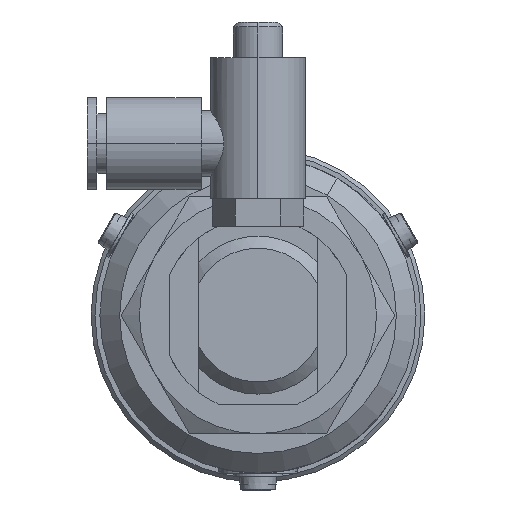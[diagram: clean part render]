
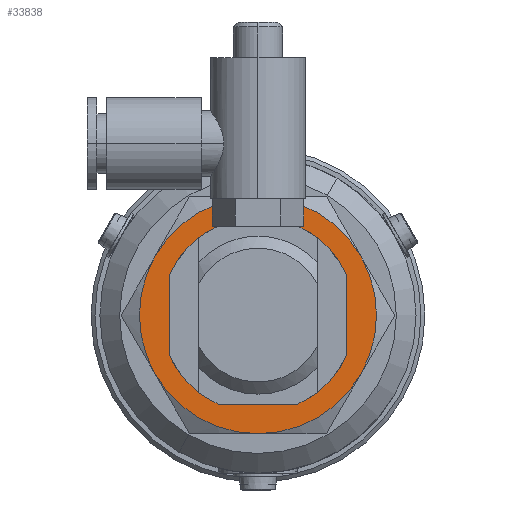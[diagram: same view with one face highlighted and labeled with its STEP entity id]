
A CAD part, front view. The second image highlights one B-rep face of the part: STEP entity #33838.
In plain terms, the highlighted face is planar.
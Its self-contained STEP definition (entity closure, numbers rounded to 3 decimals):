
#271 = VERTEX_POINT ( 'NONE', #36441 ) ;
#720 = DIRECTION ( 'NONE',  ( -1., 0., 0. ) ) ;
#779 = VERTEX_POINT ( 'NONE', #21243 ) ;
#871 = CARTESIAN_POINT ( 'NONE',  ( 12., 0., -8. ) ) ;
#919 = ORIENTED_EDGE ( 'NONE', *, *, #18688, .F. ) ;
#1756 = CARTESIAN_POINT ( 'NONE',  ( 0., 0., -8. ) ) ;
#2354 = ORIENTED_EDGE ( 'NONE', *, *, #19225, .F. ) ;
#3347 = CARTESIAN_POINT ( 'NONE',  ( 0., 0., -8. ) ) ;
#3540 = ORIENTED_EDGE ( 'NONE', *, *, #29340, .T. ) ;
#3918 = DIRECTION ( 'NONE',  ( -1., 0., 0. ) ) ;
#4325 = DIRECTION ( 'NONE',  ( -1., 0., 0. ) ) ;
#4533 = CARTESIAN_POINT ( 'NONE',  ( 0., 0., -8. ) ) ;
#5845 = EDGE_CURVE ( 'NONE', #23446, #20934, #27584, .T. ) ;
#6654 = CARTESIAN_POINT ( 'NONE',  ( 0., 0., -8. ) ) ;
#6777 = DIRECTION ( 'NONE',  ( 0., 0., 1. ) ) ;
#9093 = AXIS2_PLACEMENT_3D ( 'NONE', #27215, #33684, #21500 ) ;
#9699 = FACE_BOUND ( 'NONE', #19600, .T. ) ;
#10166 = DIRECTION ( 'NONE',  ( 0., 0., 1. ) ) ;
#10299 = ORIENTED_EDGE ( 'NONE', *, *, #17189, .F. ) ;
#10477 = CARTESIAN_POINT ( 'NONE',  ( 0., 0., -8. ) ) ;
#10980 = DIRECTION ( 'NONE',  ( 0., 0., 1. ) ) ;
#12452 = VERTEX_POINT ( 'NONE', #871 ) ;
#12715 = EDGE_CURVE ( 'NONE', #779, #21863, #37571, .T. ) ;
#12870 = DIRECTION ( 'NONE',  ( 0., 0., 1. ) ) ;
#12920 = CARTESIAN_POINT ( 'NONE',  ( 0., 0., -8. ) ) ;
#13032 = CARTESIAN_POINT ( 'NONE',  ( -12., 0., -8. ) ) ;
#13321 = DIRECTION ( 'NONE',  ( 0., 0., 1. ) ) ;
#13528 = DIRECTION ( 'NONE',  ( -1., 0., 0. ) ) ;
#17076 = DIRECTION ( 'NONE',  ( -1., 0., 0. ) ) ;
#17189 = EDGE_CURVE ( 'NONE', #20934, #12452, #38093, .T. ) ;
#17217 = CARTESIAN_POINT ( 'NONE',  ( 0., 0., -8. ) ) ;
#17338 = DIRECTION ( 'NONE',  ( 0., 0., 1. ) ) ;
#17577 = AXIS2_PLACEMENT_3D ( 'NONE', #12920, #13321, #3918 ) ;
#18426 = AXIS2_PLACEMENT_3D ( 'NONE', #3347, #12870, #34325 ) ;
#18535 = CIRCLE ( 'NONE', #22278, 12. ) ;
#18688 = EDGE_CURVE ( 'NONE', #37906, #23446, #23347, .T. ) ;
#19225 = EDGE_CURVE ( 'NONE', #37634, #37906, #22419, .T. ) ;
#19600 = EDGE_LOOP ( 'NONE', ( #22354, #3540 ) ) ;
#20867 = CIRCLE ( 'NONE', #35268, 12. ) ;
#20934 = VERTEX_POINT ( 'NONE', #31047 ) ;
#21243 = CARTESIAN_POINT ( 'NONE',  ( 8., 0., -8. ) ) ;
#21500 = DIRECTION ( 'NONE',  ( -1., 0., 0. ) ) ;
#21608 = EDGE_CURVE ( 'NONE', #271, #37634, #18535, .T. ) ;
#21863 = VERTEX_POINT ( 'NONE', #29272 ) ;
#22278 = AXIS2_PLACEMENT_3D ( 'NONE', #4533, #10166, #13528 ) ;
#22354 = ORIENTED_EDGE ( 'NONE', *, *, #12715, .T. ) ;
#22402 = EDGE_LOOP ( 'NONE', ( #919, #2354, #34385, #24343, #10299, #22982 ) ) ;
#22419 = CIRCLE ( 'NONE', #18426, 12. ) ;
#22441 = CIRCLE ( 'NONE', #32231, 8. ) ;
#22691 = DIRECTION ( 'NONE',  ( 0., 0., 1. ) ) ;
#22982 = ORIENTED_EDGE ( 'NONE', *, *, #5845, .F. ) ;
#23347 = CIRCLE ( 'NONE', #23483, 12. ) ;
#23446 = VERTEX_POINT ( 'NONE', #33734 ) ;
#23483 = AXIS2_PLACEMENT_3D ( 'NONE', #10477, #10980, #26247 ) ;
#24343 = ORIENTED_EDGE ( 'NONE', *, *, #38998, .F. ) ;
#25110 = AXIS2_PLACEMENT_3D ( 'NONE', #1756, #22691, #4325 ) ;
#26247 = DIRECTION ( 'NONE',  ( -1., 0., 0. ) ) ;
#27215 = CARTESIAN_POINT ( 'NONE',  ( 0., 13.856, -8. ) ) ;
#27415 = FACE_OUTER_BOUND ( 'NONE', #22402, .T. ) ;
#27584 = CIRCLE ( 'NONE', #25110, 12. ) ;
#29272 = CARTESIAN_POINT ( 'NONE',  ( -8., 0., -8. ) ) ;
#29340 = EDGE_CURVE ( 'NONE', #21863, #779, #22441, .T. ) ;
#29492 = CARTESIAN_POINT ( 'NONE',  ( -6., 10.392, -8. ) ) ;
#30450 = PLANE ( 'NONE',  #9093 ) ;
#31047 = CARTESIAN_POINT ( 'NONE',  ( 6., -10.392, -8. ) ) ;
#32000 = DIRECTION ( 'NONE',  ( 1., 0., 0. ) ) ;
#32231 = AXIS2_PLACEMENT_3D ( 'NONE', #6654, #6777, #720 ) ;
#33684 = DIRECTION ( 'NONE',  ( 0., 0., -1. ) ) ;
#33734 = CARTESIAN_POINT ( 'NONE',  ( -6., -10.392, -8. ) ) ;
#33838 = ADVANCED_FACE ( 'NONE', ( #27415, #9699 ), #30450, .T. ) ;
#34325 = DIRECTION ( 'NONE',  ( -1., 0., 0. ) ) ;
#34385 = ORIENTED_EDGE ( 'NONE', *, *, #21608, .F. ) ;
#34957 = DIRECTION ( 'NONE',  ( 0., 0., 1. ) ) ;
#35268 = AXIS2_PLACEMENT_3D ( 'NONE', #38461, #34957, #32000 ) ;
#35969 = AXIS2_PLACEMENT_3D ( 'NONE', #17217, #17338, #17076 ) ;
#36441 = CARTESIAN_POINT ( 'NONE',  ( 6., 10.392, -8. ) ) ;
#37571 = CIRCLE ( 'NONE', #35969, 8. ) ;
#37634 = VERTEX_POINT ( 'NONE', #29492 ) ;
#37906 = VERTEX_POINT ( 'NONE', #13032 ) ;
#38093 = CIRCLE ( 'NONE', #17577, 12. ) ;
#38461 = CARTESIAN_POINT ( 'NONE',  ( 0., 0., -8. ) ) ;
#38998 = EDGE_CURVE ( 'NONE', #12452, #271, #20867, .T. ) ;
